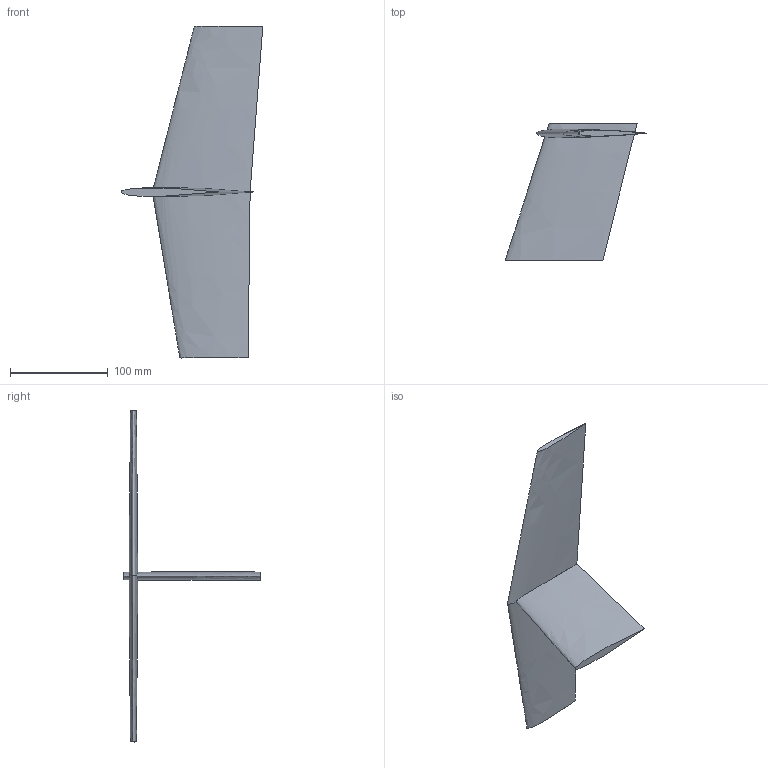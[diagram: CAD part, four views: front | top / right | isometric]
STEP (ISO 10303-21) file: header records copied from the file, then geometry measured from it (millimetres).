
FILE_DESCRIPTION(/* description */ (''),/* implementation_level */ '2;1');
FILE_NAME(/* name */ 'T-Tail v1.step',/* time_stamp */ '2021-06-16T18:38:26+05:00',/* author */ (''),/* organization */ (''),/* preprocessor_version */ 'ST-DEVELOPER v18.1',/* originating_system */ 'Autodesk Translation Framework v10.6.0.1341',/* authorisation */ '');
FILE_SCHEMA (('AUTOMOTIVE_DESIGN { 1 0 10303 214 3 1 1 }'));
Length unit declared in the file: centimetre
Products named in the file (1): T-Tail
Bounding box: 144.99 x 140 x 340 mm (x, y, z)
Volume: 225044 mm3; surface area: 84952.5 mm2
Topology: 1 solids, 1 shells, 7 faces, 12 edges, 8 vertices
Faces by surface type: plane 4, bspline 3
Entity records: 4746 total; most frequent: CARTESIAN_POINT 4607, ORIENTED_EDGE 24, DIRECTION 13, EDGE_CURVE 12, EDGE_LOOP 8, VERTEX_POINT 8, FACE_OUTER_BOUND 7, ADVANCED_FACE 7
